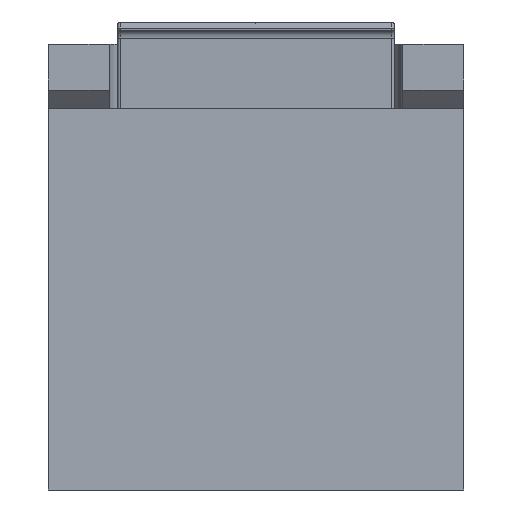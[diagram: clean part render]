
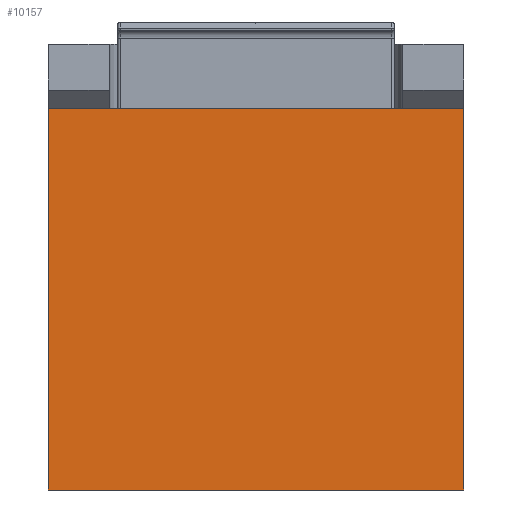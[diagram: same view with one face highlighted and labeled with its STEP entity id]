
A CAD part, left-side view. The second image highlights one B-rep face of the part: STEP entity #10157.
In plain terms, the highlighted planar face has unit normal (-1, 0, 0).
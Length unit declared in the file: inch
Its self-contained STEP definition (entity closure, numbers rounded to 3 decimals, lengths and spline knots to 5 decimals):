
#158 = FACE_OUTER_BOUND ( 'NONE', #2675, .T. ) ;
#288 = VERTEX_POINT ( 'NONE', #7480 ) ;
#314 = EDGE_CURVE ( 'NONE', #7970, #288, #3978, .T. ) ;
#706 = LINE ( 'NONE', #3391, #7714 ) ;
#1221 = LINE ( 'NONE', #5667, #3362 ) ;
#1232 = DIRECTION ( 'NONE',  ( 0., 0., 1. ) ) ;
#2272 = DIRECTION ( 'NONE',  ( 0., 0., -1. ) ) ;
#2675 = EDGE_LOOP ( 'NONE', ( #10176, #4473, #8017, #9636 ) ) ;
#3362 = VECTOR ( 'NONE', #1232, 39.37008 ) ;
#3391 = CARTESIAN_POINT ( 'NONE',  ( 0., -0.75, 1.44447 ) ) ;
#3682 = VECTOR ( 'NONE', #9258, 39.37008 ) ;
#3978 = LINE ( 'NONE', #5753, #3682 ) ;
#4473 = ORIENTED_EDGE ( 'NONE', *, *, #314, .F. ) ;
#4598 = LINE ( 'NONE', #10215, #6577 ) ;
#5334 = VERTEX_POINT ( 'NONE', #8177 ) ;
#5667 = CARTESIAN_POINT ( 'NONE',  ( 0., 0.75, 1.378 ) ) ;
#5753 = CARTESIAN_POINT ( 'NONE',  ( 0., -0.75, 1.378 ) ) ;
#6577 = VECTOR ( 'NONE', #11078, 39.37008 ) ;
#6620 = PLANE ( 'NONE',  #11265 ) ;
#7471 = CARTESIAN_POINT ( 'NONE',  ( 0., 0., 0. ) ) ;
#7480 = CARTESIAN_POINT ( 'NONE',  ( 0., -0.75, 1.378 ) ) ;
#7511 = DIRECTION ( 'NONE',  ( 1., 0., 0. ) ) ;
#7684 = DIRECTION ( 'NONE',  ( 0., 0., 1. ) ) ;
#7714 = VECTOR ( 'NONE', #7684, 39.37008 ) ;
#7970 = VERTEX_POINT ( 'NONE', #8774 ) ;
#8017 = ORIENTED_EDGE ( 'NONE', *, *, #8122, .F. ) ;
#8122 = EDGE_CURVE ( 'NONE', #10818, #7970, #1221, .T. ) ;
#8177 = CARTESIAN_POINT ( 'NONE',  ( 0., -0.75, 0. ) ) ;
#8298 = EDGE_CURVE ( 'NONE', #10818, #5334, #4598, .T. ) ;
#8588 = CARTESIAN_POINT ( 'NONE',  ( 0., 0.75, 0. ) ) ;
#8774 = CARTESIAN_POINT ( 'NONE',  ( 0., 0.75, 1.378 ) ) ;
#9258 = DIRECTION ( 'NONE',  ( 0., -1., 0. ) ) ;
#9367 = EDGE_CURVE ( 'NONE', #5334, #288, #706, .T. ) ;
#9636 = ORIENTED_EDGE ( 'NONE', *, *, #8298, .T. ) ;
#10157 = ADVANCED_FACE ( 'NONE', ( #158 ), #6620, .F. ) ;
#10176 = ORIENTED_EDGE ( 'NONE', *, *, #9367, .T. ) ;
#10215 = CARTESIAN_POINT ( 'NONE',  ( 0., -0.75, 0. ) ) ;
#10818 = VERTEX_POINT ( 'NONE', #8588 ) ;
#11078 = DIRECTION ( 'NONE',  ( 0., -1., 0. ) ) ;
#11265 = AXIS2_PLACEMENT_3D ( 'NONE', #7471, #7511, #2272 ) ;
